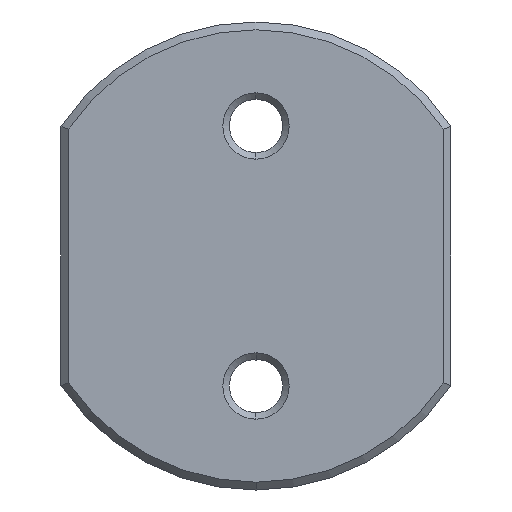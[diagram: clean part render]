
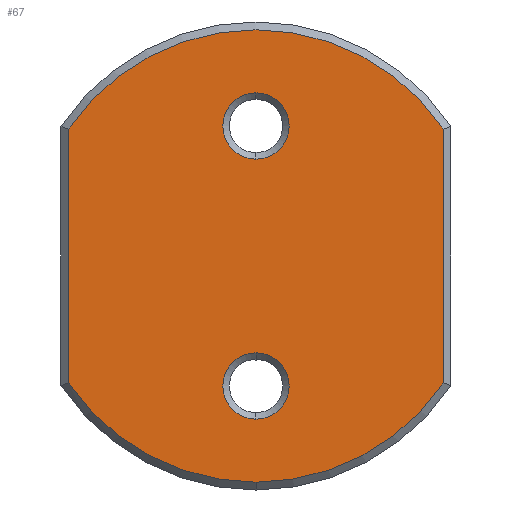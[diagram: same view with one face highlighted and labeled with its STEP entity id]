
A CAD part, left-side view. The second image highlights one B-rep face of the part: STEP entity #67.
In plain terms, the highlighted planar face has unit normal (-1, 0, 0).
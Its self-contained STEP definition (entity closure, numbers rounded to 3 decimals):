
#12 = AXIS2_PLACEMENT_3D ( 'NONE', #66, #171, #838 ) ;
#26 = ORIENTED_EDGE ( 'NONE', *, *, #861, .T. ) ;
#34 = DIRECTION ( 'NONE',  ( 0., 0., 1. ) ) ;
#58 = LINE ( 'NONE', #1048, #893 ) ;
#60 = EDGE_LOOP ( 'NONE', ( #1007, #1113, #990, #1196, #26 ) ) ;
#66 = CARTESIAN_POINT ( 'NONE',  ( 0., 0., 0. ) ) ;
#67 = ADVANCED_FACE ( 'NONE', ( #361, #345, #938 ), #631, .F. ) ;
#88 = EDGE_CURVE ( 'NONE', #604, #344, #58, .T. ) ;
#93 = CARTESIAN_POINT ( 'NONE',  ( 0., 7.2, -4.884 ) ) ;
#101 = CIRCLE ( 'NONE', #504, 1.275 ) ;
#120 = AXIS2_PLACEMENT_3D ( 'NONE', #1088, #667, #1250 ) ;
#136 = CIRCLE ( 'NONE', #856, 1.275 ) ;
#137 = CARTESIAN_POINT ( 'NONE',  ( 0., 0., 0. ) ) ;
#171 = DIRECTION ( 'NONE',  ( 1., 0., 0. ) ) ;
#179 = DIRECTION ( 'NONE',  ( 0., 0., -1. ) ) ;
#188 = VERTEX_POINT ( 'NONE', #834 ) ;
#190 = DIRECTION ( 'NONE',  ( -1., 0., 0. ) ) ;
#200 = CARTESIAN_POINT ( 'NONE',  ( 0., 7.2, -4.975 ) ) ;
#202 = AXIS2_PLACEMENT_3D ( 'NONE', #970, #190, #179 ) ;
#235 = DIRECTION ( 'NONE',  ( -1., 0., 0. ) ) ;
#237 = EDGE_CURVE ( 'NONE', #344, #1269, #723, .T. ) ;
#244 = CARTESIAN_POINT ( 'NONE',  ( 0., 0., -6.275 ) ) ;
#255 = EDGE_LOOP ( 'NONE', ( #600, #567 ) ) ;
#271 = VERTEX_POINT ( 'NONE', #911 ) ;
#287 = CARTESIAN_POINT ( 'NONE',  ( 0., -7.2, 4.884 ) ) ;
#290 = EDGE_CURVE ( 'NONE', #271, #1259, #101, .T. ) ;
#314 = CARTESIAN_POINT ( 'NONE',  ( 0., 0., 5. ) ) ;
#344 = VERTEX_POINT ( 'NONE', #287 ) ;
#345 = FACE_BOUND ( 'NONE', #255, .T. ) ;
#361 = FACE_OUTER_BOUND ( 'NONE', #60, .T. ) ;
#385 = EDGE_CURVE ( 'NONE', #1027, #604, #980, .T. ) ;
#389 = VERTEX_POINT ( 'NONE', #93 ) ;
#397 = EDGE_CURVE ( 'NONE', #753, #188, #851, .T. ) ;
#409 = CARTESIAN_POINT ( 'NONE',  ( 0., 0., -8.7 ) ) ;
#411 = DIRECTION ( 'NONE',  ( -1., 0., 0. ) ) ;
#438 = VECTOR ( 'NONE', #858, 1000. ) ;
#504 = AXIS2_PLACEMENT_3D ( 'NONE', #314, #711, #663 ) ;
#524 = CARTESIAN_POINT ( 'NONE',  ( 0., 7.2, 4.884 ) ) ;
#533 = EDGE_CURVE ( 'NONE', #389, #1027, #1106, .T. ) ;
#551 = DIRECTION ( 'NONE',  ( 0., 0., 1. ) ) ;
#567 = ORIENTED_EDGE ( 'NONE', *, *, #1153, .F. ) ;
#591 = DIRECTION ( 'NONE',  ( -1., 0., 0. ) ) ;
#600 = ORIENTED_EDGE ( 'NONE', *, *, #290, .F. ) ;
#604 = VERTEX_POINT ( 'NONE', #1190 ) ;
#616 = ORIENTED_EDGE ( 'NONE', *, *, #819, .F. ) ;
#622 = CARTESIAN_POINT ( 'NONE',  ( 0., 0., 3.725 ) ) ;
#624 = AXIS2_PLACEMENT_3D ( 'NONE', #1162, #591, #871 ) ;
#630 = EDGE_LOOP ( 'NONE', ( #616, #915 ) ) ;
#631 = PLANE ( 'NONE',  #12 ) ;
#663 = DIRECTION ( 'NONE',  ( 0., 0., 1. ) ) ;
#667 = DIRECTION ( 'NONE',  ( -1., 0., 0. ) ) ;
#711 = DIRECTION ( 'NONE',  ( -1., 0., 0. ) ) ;
#723 = CIRCLE ( 'NONE', #790, 8.7 ) ;
#750 = DIRECTION ( 'NONE',  ( -1., 0., 0. ) ) ;
#753 = VERTEX_POINT ( 'NONE', #244 ) ;
#763 = LINE ( 'NONE', #200, #438 ) ;
#790 = AXIS2_PLACEMENT_3D ( 'NONE', #137, #411, #1114 ) ;
#819 = EDGE_CURVE ( 'NONE', #188, #753, #1017, .T. ) ;
#834 = CARTESIAN_POINT ( 'NONE',  ( 0., 0., -3.725 ) ) ;
#838 = DIRECTION ( 'NONE',  ( 0., 0., -1. ) ) ;
#851 = CIRCLE ( 'NONE', #624, 1.275 ) ;
#856 = AXIS2_PLACEMENT_3D ( 'NONE', #1115, #235, #34 ) ;
#858 = DIRECTION ( 'NONE',  ( 0., 0., -1. ) ) ;
#861 = EDGE_CURVE ( 'NONE', #1269, #389, #763, .T. ) ;
#862 = DIRECTION ( 'NONE',  ( 0., 0., -1. ) ) ;
#871 = DIRECTION ( 'NONE',  ( 0., 0., 1. ) ) ;
#893 = VECTOR ( 'NONE', #551, 1000. ) ;
#911 = CARTESIAN_POINT ( 'NONE',  ( 0., 0., 6.275 ) ) ;
#915 = ORIENTED_EDGE ( 'NONE', *, *, #397, .F. ) ;
#938 = FACE_BOUND ( 'NONE', #630, .T. ) ;
#960 = AXIS2_PLACEMENT_3D ( 'NONE', #962, #750, #862 ) ;
#962 = CARTESIAN_POINT ( 'NONE',  ( 0., 0., 0. ) ) ;
#970 = CARTESIAN_POINT ( 'NONE',  ( 0., 0., 0. ) ) ;
#980 = CIRCLE ( 'NONE', #202, 8.7 ) ;
#990 = ORIENTED_EDGE ( 'NONE', *, *, #88, .T. ) ;
#1007 = ORIENTED_EDGE ( 'NONE', *, *, #533, .T. ) ;
#1017 = CIRCLE ( 'NONE', #120, 1.275 ) ;
#1027 = VERTEX_POINT ( 'NONE', #409 ) ;
#1048 = CARTESIAN_POINT ( 'NONE',  ( 0., -7.2, 4.975 ) ) ;
#1088 = CARTESIAN_POINT ( 'NONE',  ( 0., 0., -5. ) ) ;
#1106 = CIRCLE ( 'NONE', #960, 8.7 ) ;
#1113 = ORIENTED_EDGE ( 'NONE', *, *, #385, .T. ) ;
#1114 = DIRECTION ( 'NONE',  ( 0., 0., -1. ) ) ;
#1115 = CARTESIAN_POINT ( 'NONE',  ( 0., 0., 5. ) ) ;
#1153 = EDGE_CURVE ( 'NONE', #1259, #271, #136, .T. ) ;
#1162 = CARTESIAN_POINT ( 'NONE',  ( 0., 0., -5. ) ) ;
#1190 = CARTESIAN_POINT ( 'NONE',  ( 0., -7.2, -4.884 ) ) ;
#1196 = ORIENTED_EDGE ( 'NONE', *, *, #237, .T. ) ;
#1250 = DIRECTION ( 'NONE',  ( 0., 0., 1. ) ) ;
#1259 = VERTEX_POINT ( 'NONE', #622 ) ;
#1269 = VERTEX_POINT ( 'NONE', #524 ) ;
